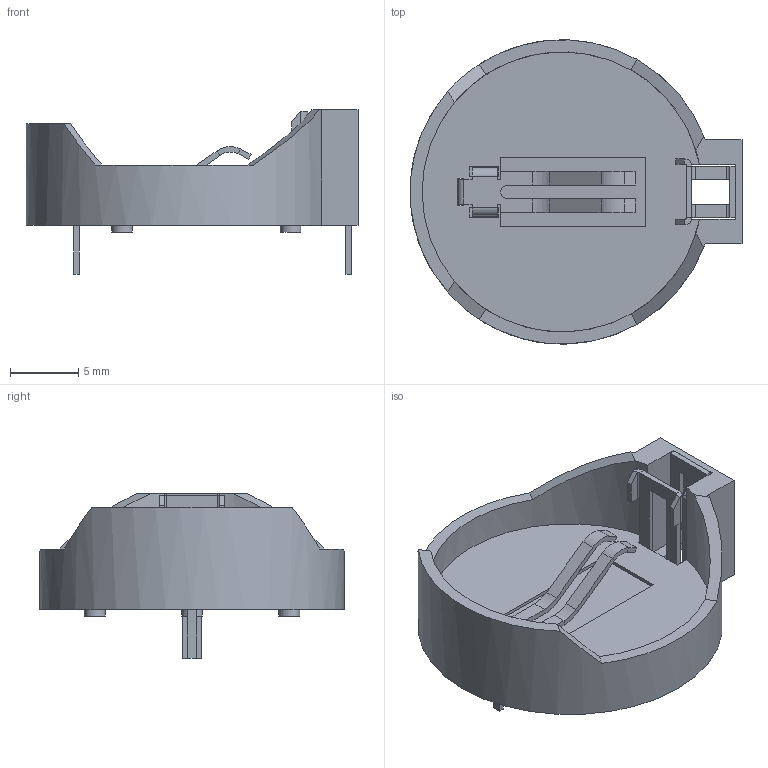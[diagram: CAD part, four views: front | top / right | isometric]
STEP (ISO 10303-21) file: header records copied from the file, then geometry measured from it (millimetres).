
FILE_DESCRIPTION(/* description */ (''),/* implementation_level */ '2;1');
FILE_NAME(/* name */ 'BS-7_Blue.step',/* time_stamp */ '2020-05-18T15:01:35+03:00',/* author */ (''),/* organization */ (''),/* preprocessor_version */ 'ST-DEVELOPER v17.2',/* originating_system */ 'Autodesk Translation Framework v7.6.0.251',/* authorisation */ '');
FILE_SCHEMA (('AUTOMOTIVE_DESIGN { 1 0 10303 214 3 1 1 }'));
Length unit declared in the file: millimetre
Products named in the file (1): (Unsaved)
Bounding box: 24.38 x 22.35 x 12.09 mm (x, y, z)
Volume: 1100.4 mm3; surface area: 1881.5 mm2
Topology: 3 solids, 3 shells, 201 faces, 489 edges, 296 vertices
Faces by surface type: plane 167, cylinder 34
Full cylindrical faces by diameter (mm): 1.524 x3
Entity records: 5794 total; most frequent: CARTESIAN_POINT 987, DIRECTION 983, ORIENTED_EDGE 978, EDGE_CURVE 489, LINE 399, VECTOR 399, VERTEX_POINT 296, AXIS2_PLACEMENT_3D 292
